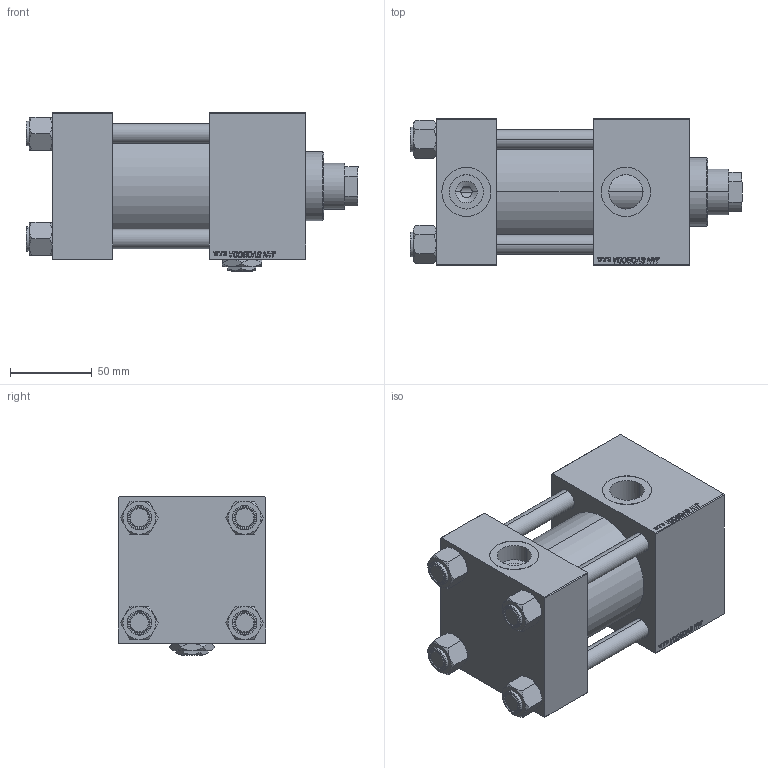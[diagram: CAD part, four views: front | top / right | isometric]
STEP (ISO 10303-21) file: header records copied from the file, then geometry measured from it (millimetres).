
FILE_DESCRIPTION (( 'STEP AP203' ), '1' );
FILE_NAME ('a4c3.STEP', '2024-01-08T13:20:43', ( '' ), ( '' ), 'SwSTEP 2.0', 'SolidWorks 2019', '' );
FILE_SCHEMA (( 'CONFIG_CONTROL_DESIGN' ));
Products named in the file (7): V215CD_Body_C 17a7ed32165f9a327b9dd6f26dd55c01; a4c3; V215CD_VCP_C 17a7ed32165f9a327b9dd6f26dd55c01; V215CD_VC_C 17a7ed32165f9a327b9dd6f26dd55c01; Zatka_pro_OIL_PORT 17a7ed32165f9a327b9dd6f26dd55c01; NUT_M5_V215CD_C 17a7ed32165f9a327b9dd6f26dd55c01; V215CD_C_TYCINKA 17a7ed32165f9a327b9dd6f26dd55c01
Assembly tree (12 placements, depth 2):
  a4c3
    V215CD_Body_C 17a7ed32165f9a327b9dd6f26dd55c01
    V215CD_VC_C 17a7ed32165f9a327b9dd6f26dd55c01
    V215CD_VCP_C 17a7ed32165f9a327b9dd6f26dd55c01
    V215CD_C_TYCINKA 17a7ed32165f9a327b9dd6f26dd55c01  x4
    NUT_M5_V215CD_C 17a7ed32165f9a327b9dd6f26dd55c01  x4
    Zatka_pro_OIL_PORT 17a7ed32165f9a327b9dd6f26dd55c01
Bounding box: 203 x 90 x 97 mm (x, y, z)
Volume: 942456 mm3; surface area: 181252.9 mm2
Topology: 12 solids, 12 shells, 1196 faces, 2989 edges, 1935 vertices
Faces by surface type: plane 550, bspline 392, cone 156, cylinder 90, torus 8
Entity records: 51955 total; most frequent: CARTESIAN_POINT 27707, ORIENTED_EDGE 5470, DIRECTION 3495, EDGE_CURVE 2735, VERTEX_POINT 1791, VECTOR 1631, LINE 1631, EDGE_LOOP 1208
